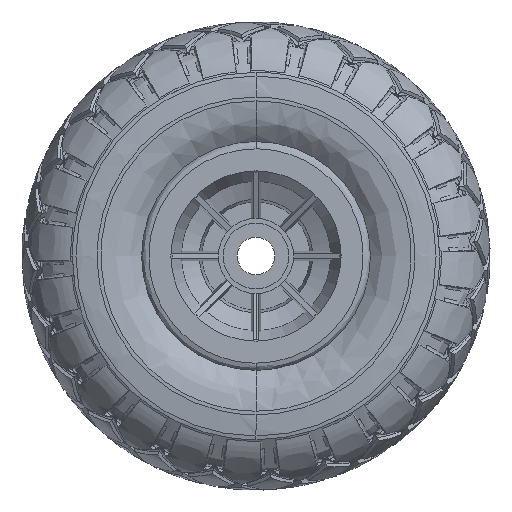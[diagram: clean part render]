
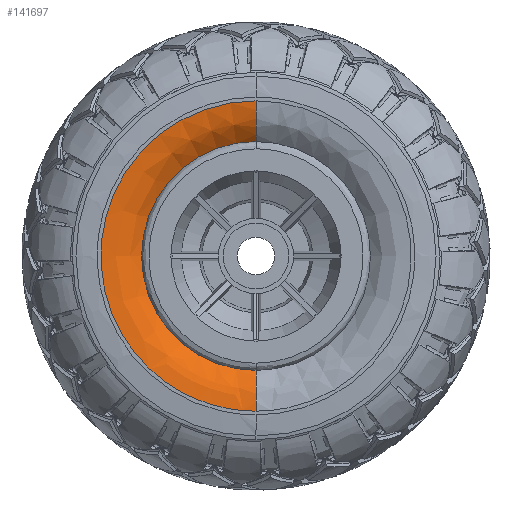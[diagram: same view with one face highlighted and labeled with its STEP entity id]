
A CAD part, front view. The second image highlights one B-rep face of the part: STEP entity #141697.
In plain terms, the highlighted free-form (B-spline) face has degree [3, 3] with [4, 4] control points.
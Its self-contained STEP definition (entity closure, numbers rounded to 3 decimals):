
#22058 = CARTESIAN_POINT ( 'NONE',  ( 0., -34.454, 60.821 ) ) ;
#31320 = CARTESIAN_POINT ( 'NONE',  ( -133.255, -40.321, 66.628 ) ) ;
#32416 = CARTESIAN_POINT ( 'NONE',  ( 0., -34.454, 60.821 ) ) ;
#42075 = CARTESIAN_POINT ( 'NONE',  ( 0., -43.5, -82.5 ) ) ;
#48173 = CARTESIAN_POINT ( 'NONE',  ( 0., -34.454, 0. ) ) ;
#54678 = CIRCLE ( 'NONE', #197216, 60.821 ) ;
#59229 = AXIS2_PLACEMENT_3D ( 'NONE', #207594, #256468, #209807 ) ;
#63995 = EDGE_LOOP ( 'NONE', ( #250649, #149236, #160891, #223401 ) ) ;
#83393 = CARTESIAN_POINT ( 'NONE',  ( 0., -43.5, 74.246 ) ) ;
#85588 = CARTESIAN_POINT ( 'NONE',  ( 0., -43.5, -82.5 ) ) ;
#89544 = CARTESIAN_POINT ( 'NONE',  ( 0., -43.5, 82.5 ) ) ;
#89649 = CARTESIAN_POINT ( 'NONE',  ( 0., -13., -82.5 ) ) ;
#106647 = CARTESIAN_POINT ( 'NONE',  ( 0., -43.5, -74.246 ) ) ;
#108866 = CARTESIAN_POINT ( 'NONE',  ( 0., -40.321, 66.628 ) ) ;
#112451 = EDGE_CURVE ( 'NONE', #294006, #161327, #165495, .T. ) ;
#117253 = CIRCLE ( 'NONE', #59229, 30.5 ) ;
#126771 = DIRECTION ( 'NONE',  ( 0., 0., 1. ) ) ;
#132780 = DIRECTION ( 'NONE',  ( -1., 0., 0. ) ) ;
#141697 = ADVANCED_FACE ( 'NONE', ( #311769 ), #259024, .T. ) ;
#141808 = EDGE_CURVE ( 'NONE', #290864, #294006, #117253, .T. ) ;
#149236 = ORIENTED_EDGE ( 'NONE', *, *, #112451, .T. ) ;
#158859 = CARTESIAN_POINT ( 'NONE',  ( -121.643, -34.454, -60.821 ) ) ;
#160891 = ORIENTED_EDGE ( 'NONE', *, *, #259259, .T. ) ;
#161327 = VERTEX_POINT ( 'NONE', #42075 ) ;
#162171 = CARTESIAN_POINT ( 'NONE',  ( -133.255, -40.321, -66.628 ) ) ;
#164338 = CARTESIAN_POINT ( 'NONE',  ( 0., -43.5, 82.5 ) ) ;
#165495 =( BOUNDED_CURVE ( )  B_SPLINE_CURVE ( 3, ( #89544, #189452, #240524, #293769 ),
 .UNSPECIFIED., .F., .T. ) 
 B_SPLINE_CURVE_WITH_KNOTS ( ( 4, 4 ),
 ( 0., 1. ),
 .UNSPECIFIED. ) 
 CURVE ( )  GEOMETRIC_REPRESENTATION_ITEM ( )  RATIONAL_B_SPLINE_CURVE ( ( 1., 0.333, 0.333, 1. ) ) 
 REPRESENTATION_ITEM ( '' )  );
#184369 = CARTESIAN_POINT ( 'NONE',  ( -121.643, -34.454, 60.821 ) ) ;
#189452 = CARTESIAN_POINT ( 'NONE',  ( -165., -43.5, 82.5 ) ) ;
#197216 = AXIS2_PLACEMENT_3D ( 'NONE', #48173, #252279, #126771 ) ;
#207594 = CARTESIAN_POINT ( 'NONE',  ( 0., -13., 82.5 ) ) ;
#209807 = DIRECTION ( 'NONE',  ( 0., 0., 1. ) ) ;
#216201 = DIRECTION ( 'NONE',  ( 0., 0., -1. ) ) ;
#223401 = ORIENTED_EDGE ( 'NONE', *, *, #232246, .T. ) ;
#232246 = EDGE_CURVE ( 'NONE', #325333, #290864, #54678, .T. ) ;
#233233 = CARTESIAN_POINT ( 'NONE',  ( -165., -43.5, -82.5 ) ) ;
#234335 = CARTESIAN_POINT ( 'NONE',  ( -148.491, -43.5, 74.246 ) ) ;
#240524 = CARTESIAN_POINT ( 'NONE',  ( -165., -43.5, -82.5 ) ) ;
#243092 = CIRCLE ( 'NONE', #293944, 30.5 ) ;
#250649 = ORIENTED_EDGE ( 'NONE', *, *, #141808, .T. ) ;
#252279 = DIRECTION ( 'NONE',  ( 0., 1., 0. ) ) ;
#256468 = DIRECTION ( 'NONE',  ( -1., 0., 0. ) ) ;
#259024 =( BOUNDED_SURFACE ( )  B_SPLINE_SURFACE ( 3, 3, ( 
 ( #85588, #233233, #263183, #310887 ),
 ( #106647, #288667, #234335, #83393 ),
 ( #314211, #162171, #31320, #108866 ),
 ( #285348, #158859, #184369, #32416 ) ),
 .UNSPECIFIED., .F., .F., .F. ) 
 B_SPLINE_SURFACE_WITH_KNOTS ( ( 4, 4 ),
 ( 4, 4 ),
 ( 0., 1. ),
 ( 0., 1. ),
 .UNSPECIFIED. ) 
 GEOMETRIC_REPRESENTATION_ITEM ( )  RATIONAL_B_SPLINE_SURFACE ( (
 ( 1., 0.333, 0.333, 1.),
 ( 0.949, 0.316, 0.316, 0.949),
 ( 0.949, 0.316, 0.316, 0.949),
 ( 1., 0.333, 0.333, 1.) ) ) 
 REPRESENTATION_ITEM ( '' )  SURFACE ( )  );
#259259 = EDGE_CURVE ( 'NONE', #161327, #325333, #243092, .T. ) ;
#263183 = CARTESIAN_POINT ( 'NONE',  ( -165., -43.5, 82.5 ) ) ;
#285348 = CARTESIAN_POINT ( 'NONE',  ( 0., -34.454, -60.821 ) ) ;
#285387 = CARTESIAN_POINT ( 'NONE',  ( 0., -34.454, -60.821 ) ) ;
#288667 = CARTESIAN_POINT ( 'NONE',  ( -148.491, -43.5, -74.246 ) ) ;
#290864 = VERTEX_POINT ( 'NONE', #22058 ) ;
#293769 = CARTESIAN_POINT ( 'NONE',  ( 0., -43.5, -82.5 ) ) ;
#293944 = AXIS2_PLACEMENT_3D ( 'NONE', #89649, #132780, #216201 ) ;
#294006 = VERTEX_POINT ( 'NONE', #164338 ) ;
#310887 = CARTESIAN_POINT ( 'NONE',  ( 0., -43.5, 82.5 ) ) ;
#311769 = FACE_OUTER_BOUND ( 'NONE', #63995, .T. ) ;
#314211 = CARTESIAN_POINT ( 'NONE',  ( 0., -40.321, -66.628 ) ) ;
#325333 = VERTEX_POINT ( 'NONE', #285387 ) ;
